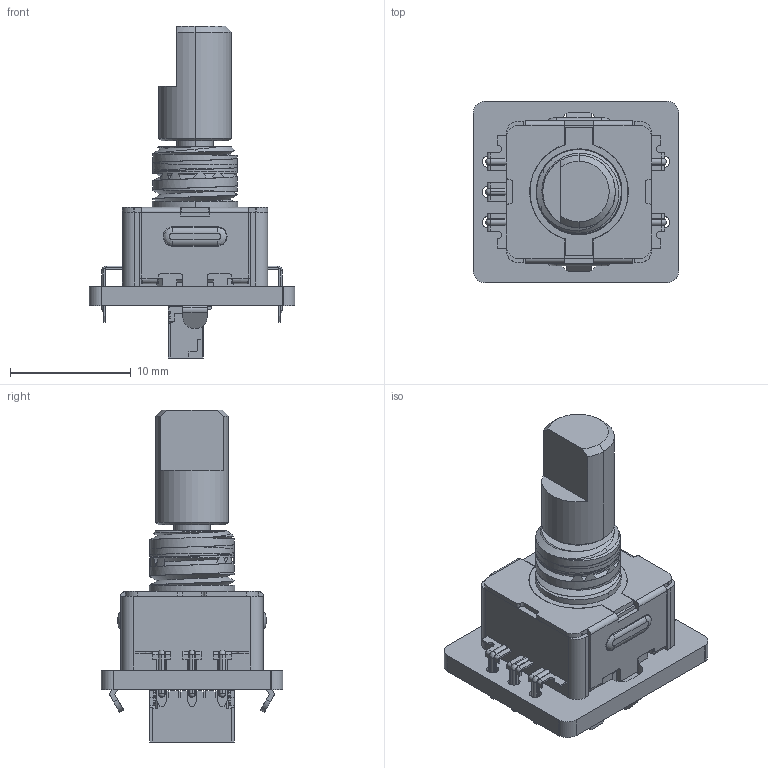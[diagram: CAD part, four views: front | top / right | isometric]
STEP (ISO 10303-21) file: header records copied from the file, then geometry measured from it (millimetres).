
FILE_DESCRIPTION(('KiCad electronic assembly'),'2;1');
FILE_NAME('SWC_Encoder_PCB.step','2025-07-26T11:36:14',('Pcbnew'),( 'Kicad'),'Open CASCADE STEP processor 7.8','KiCad to STEP converter' ,'Unknown');
FILE_SCHEMA(('AUTOMOTIVE_DESIGN { 1 0 10303 214 1 1 1 1 }'));
Length unit declared in the file: millimetre
Products named in the file (6): SWC_Encoder_PCB 1; ED11305M; PEC11H-4015F-S0016; BM05B-SRSS-TB-LF--SN---3DModel-STEP-56544; BM05B-SRSS-TB(LF)(SN); SWC_Encoder_PCB_PCB
Assembly tree (5 placements, depth 3):
  SWC_Encoder_PCB 1
    ED11305M
      PEC11H-4015F-S0016
    BM05B-SRSS-TB-LF--SN---3DModel-STEP-56544
      BM05B-SRSS-TB(LF)(SN)
    SWC_Encoder_PCB_PCB
Bounding box: 17 x 15 x 27.45 mm (x, y, z)
Volume: 503.4 mm3; surface area: 2867.9 mm2
Topology: 20 solids, 23 shells, 939 faces, 2420 edges, 1531 vertices
Faces by surface type: plane 552, cylinder 259, bspline 106, revolution 14, cone 8
Full cylindrical faces by diameter (mm): 1 x5
Entity records: 34431 total; most frequent: CARTESIAN_POINT 10512, ORIENTED_EDGE 4817, DIRECTION 4434, EDGE_CURVE 2414, LINE 1744, VECTOR 1744, VERTEX_POINT 1530, AXIS2_PLACEMENT_3D 1338
